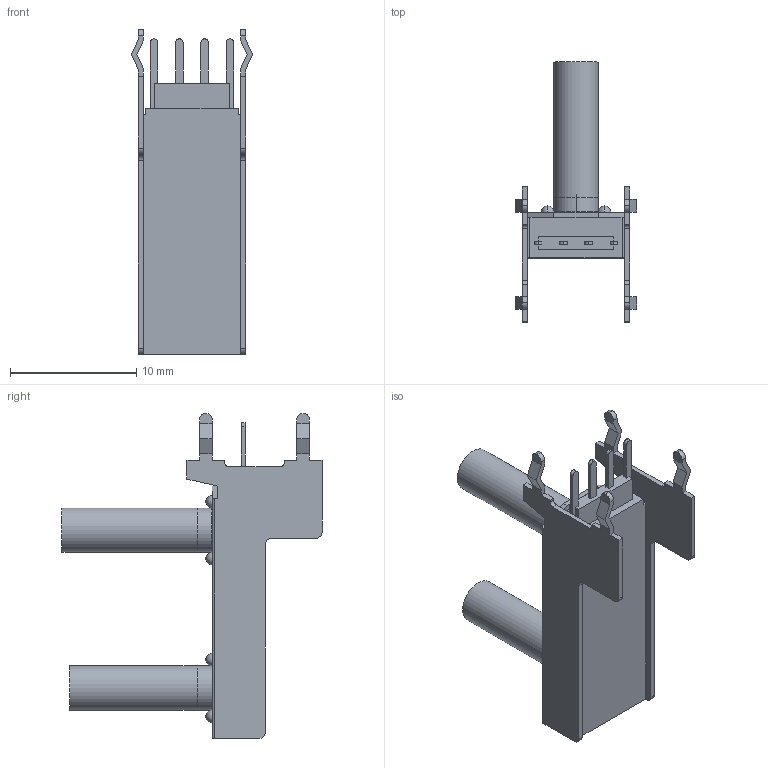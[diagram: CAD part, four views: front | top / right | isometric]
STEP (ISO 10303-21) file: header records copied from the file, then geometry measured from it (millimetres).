
FILE_DESCRIPTION(('FreeCAD Model'),'2;1');
FILE_NAME('Open CASCADE Shape Model','2023-10-23T20:24:06',(''),(''), 'Open CASCADE STEP processor 7.6','FreeCAD','Unknown');
FILE_SCHEMA(('AUTOMOTIVE_DESIGN { 1 0 10303 214 1 1 1 1 }'));
Length unit declared in the file: millimetre
Products named in the file (4): Unnamed; xb-ts-06g-04; Cylinder; Cylinder001
Assembly tree (3 placements, depth 2):
  Unnamed
    xb-ts-06g-04
    Cylinder
    Cylinder001
Bounding box: 9.6 x 20.6 x 25.75 mm (x, y, z)
Volume: 914.7 mm3; surface area: 1195.3 mm2
Topology: 3 solids, 3 shells, 518 faces, 1454 edges, 962 vertices
Faces by surface type: plane 318, bspline 138, cylinder 42, sphere 16, torus 4
Full cylindrical faces by diameter (mm): 3.5 x2
Entity records: 45569 total; most frequent: CARTESIAN_POINT 18446, DIRECTION 4331, LINE 3198, VECTOR 3198, ORIENTED_EDGE 2876, PCURVE 2876, DEFINITIONAL_REPRESENTATION 2876, EDGE_CURVE 1438
